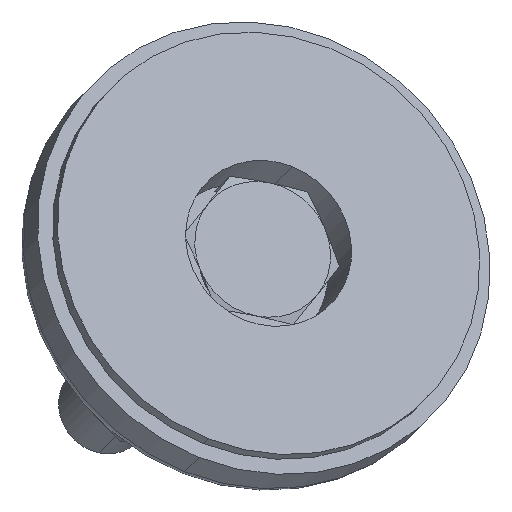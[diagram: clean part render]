
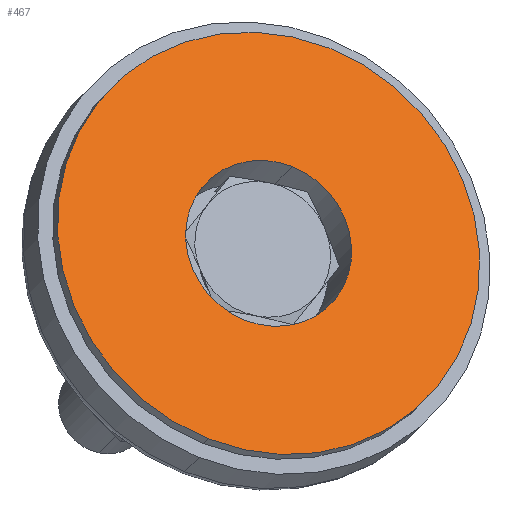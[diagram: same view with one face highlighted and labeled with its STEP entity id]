
A CAD part, front view. The second image highlights one B-rep face of the part: STEP entity #467.
In plain terms, the highlighted planar face has unit normal (0.3, -0.905, 0.301).
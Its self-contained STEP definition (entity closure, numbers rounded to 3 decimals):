
#3 = EDGE_CURVE ( 'NONE', #703, #574, #683, .T. ) ;
#10 = EDGE_CURVE ( 'NONE', #574, #703, #655, .T. ) ;
#14 = EDGE_CURVE ( 'NONE', #542, #665, #508, .T. ) ;
#23 = AXIS2_PLACEMENT_3D ( 'NONE', #969, #970, #971 ) ;
#73 = AXIS2_PLACEMENT_3D ( 'NONE', #956, #957, #958 ) ;
#75 = AXIS2_PLACEMENT_3D ( 'NONE', #1022, #1021, #1028 ) ;
#178 = EDGE_CURVE ( 'NONE', #665, #542, #1800, .T. ) ;
#227 = AXIS2_PLACEMENT_3D ( 'NONE', #1406, #1400, #1399 ) ;
#245 = AXIS2_PLACEMENT_3D ( 'NONE', #1083, #1060, #1066 ) ;
#341 = CARTESIAN_POINT ( 'NONE',  ( -58.356, -15.036, 103.235 ) ) ;
#379 = CARTESIAN_POINT ( 'NONE',  ( -62.992, -21.557, 88.236 ) ) ;
#396 = CARTESIAN_POINT ( 'NONE',  ( -68.992, -29.997, 68.825 ) ) ;
#428 = CARTESIAN_POINT ( 'NONE',  ( -73.628, -36.519, 53.826 ) ) ;
#467 = ADVANCED_FACE ( 'NONE', ( #1745, #1728 ), #1403, .F. ) ;
#508 = CIRCLE ( 'NONE', #23, 11. ) ;
#518 = EDGE_LOOP ( 'NONE', ( #1600, #1631 ) ) ;
#542 = VERTEX_POINT ( 'NONE', #396 ) ;
#574 = VERTEX_POINT ( 'NONE', #428 ) ;
#609 = EDGE_LOOP ( 'NONE', ( #1595, #1604 ) ) ;
#655 = CIRCLE ( 'NONE', #73, 28. ) ;
#665 = VERTEX_POINT ( 'NONE', #379 ) ;
#683 = CIRCLE ( 'NONE', #75, 28. ) ;
#703 = VERTEX_POINT ( 'NONE', #341 ) ;
#956 = CARTESIAN_POINT ( 'NONE',  ( -65.992, -25.777, 78.531 ) ) ;
#957 = DIRECTION ( 'NONE',  ( -0.3, 0.905, -0.301 ) ) ;
#958 = DIRECTION ( 'NONE',  ( -0.273, -0.384, -0.882 ) ) ;
#969 = CARTESIAN_POINT ( 'NONE',  ( -65.992, -25.777, 78.531 ) ) ;
#970 = DIRECTION ( 'NONE',  ( -0.3, 0.905, -0.301 ) ) ;
#971 = DIRECTION ( 'NONE',  ( -0.273, -0.384, -0.882 ) ) ;
#1021 = DIRECTION ( 'NONE',  ( -0.3, 0.905, -0.301 ) ) ;
#1022 = CARTESIAN_POINT ( 'NONE',  ( -65.992, -25.777, 78.531 ) ) ;
#1028 = DIRECTION ( 'NONE',  ( -0.273, -0.384, -0.882 ) ) ;
#1060 = DIRECTION ( 'NONE',  ( -0.3, 0.905, -0.301 ) ) ;
#1066 = DIRECTION ( 'NONE',  ( -0.273, -0.384, -0.882 ) ) ;
#1083 = CARTESIAN_POINT ( 'NONE',  ( -65.992, -25.777, 78.531 ) ) ;
#1399 = DIRECTION ( 'NONE',  ( -0.273, -0.384, -0.882 ) ) ;
#1400 = DIRECTION ( 'NONE',  ( -0.3, 0.905, -0.301 ) ) ;
#1403 = PLANE ( 'NONE',  #227 ) ;
#1406 = CARTESIAN_POINT ( 'NONE',  ( -65.992, -25.777, 78.531 ) ) ;
#1595 = ORIENTED_EDGE ( 'NONE', *, *, #178, .T. ) ;
#1600 = ORIENTED_EDGE ( 'NONE', *, *, #3, .F. ) ;
#1604 = ORIENTED_EDGE ( 'NONE', *, *, #14, .T. ) ;
#1631 = ORIENTED_EDGE ( 'NONE', *, *, #10, .F. ) ;
#1728 = FACE_BOUND ( 'NONE', #609, .T. ) ;
#1745 = FACE_OUTER_BOUND ( 'NONE', #518, .T. ) ;
#1800 = CIRCLE ( 'NONE', #245, 11. ) ;
